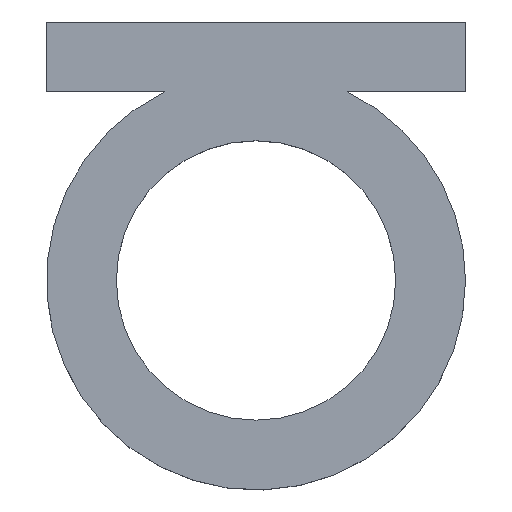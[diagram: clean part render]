
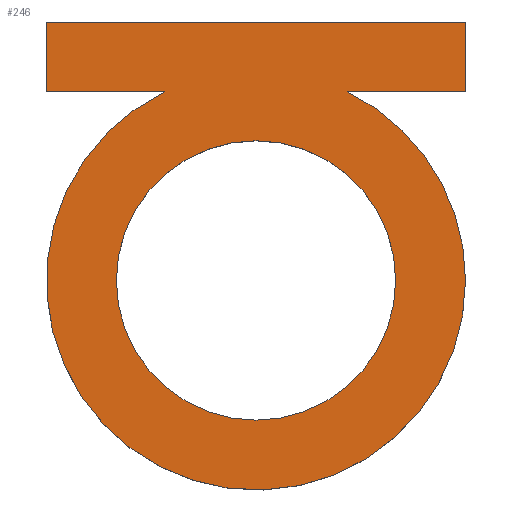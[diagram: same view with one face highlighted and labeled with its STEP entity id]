
A CAD part, top view. The second image highlights one B-rep face of the part: STEP entity #246.
In plain terms, the highlighted planar face has unit normal (0, 0, 1).
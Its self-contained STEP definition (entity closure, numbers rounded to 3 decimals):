
#32 = VERTEX_POINT('',#33);
#33 = CARTESIAN_POINT('',(-3.,2.7,1.));
#39 = EDGE_CURVE('',#32,#40,#42,.T.);
#40 = VERTEX_POINT('',#41);
#41 = CARTESIAN_POINT('',(-1.308,2.7,1.));
#42 = LINE('',#43,#44);
#43 = CARTESIAN_POINT('',(-3.,2.7,1.));
#44 = VECTOR('',#45,1.);
#45 = DIRECTION('',(1.,0.,0.));
#71 = VERTEX_POINT('',#72);
#72 = CARTESIAN_POINT('',(-3.,3.7,1.));
#78 = EDGE_CURVE('',#32,#71,#79,.T.);
#79 = LINE('',#80,#81);
#80 = CARTESIAN_POINT('',(-3.,2.7,1.));
#81 = VECTOR('',#82,1.);
#82 = DIRECTION('',(0.,1.,0.));
#103 = VERTEX_POINT('',#104);
#104 = CARTESIAN_POINT('',(1.308,2.7,1.));
#110 = EDGE_CURVE('',#103,#111,#113,.T.);
#111 = VERTEX_POINT('',#112);
#112 = CARTESIAN_POINT('',(3.,2.7,1.));
#113 = LINE('',#114,#115);
#114 = CARTESIAN_POINT('',(-3.,2.7,1.));
#115 = VECTOR('',#116,1.);
#116 = DIRECTION('',(1.,0.,0.));
#142 = VERTEX_POINT('',#143);
#143 = CARTESIAN_POINT('',(3.,3.7,1.));
#149 = EDGE_CURVE('',#111,#142,#150,.T.);
#150 = LINE('',#151,#152);
#151 = CARTESIAN_POINT('',(3.,2.7,1.));
#152 = VECTOR('',#153,1.);
#153 = DIRECTION('',(0.,1.,0.));
#170 = EDGE_CURVE('',#71,#142,#171,.T.);
#171 = LINE('',#172,#173);
#172 = CARTESIAN_POINT('',(-3.,3.7,1.));
#173 = VECTOR('',#174,1.);
#174 = DIRECTION('',(1.,0.,0.));
#226 = VERTEX_POINT('',#227);
#227 = CARTESIAN_POINT('',(2.,0.,1.));
#233 = EDGE_CURVE('',#226,#226,#234,.T.);
#234 = CIRCLE('',#235,2.);
#235 = AXIS2_PLACEMENT_3D('',#236,#237,#238);
#236 = CARTESIAN_POINT('',(0.,0.,1.));
#237 = DIRECTION('',(0.,0.,1.));
#238 = DIRECTION('',(1.,0.,0.));
#246 = ADVANCED_FACE('',(#247,#270),#273,.T.);
#247 = FACE_BOUND('',#248,.T.);
#248 = EDGE_LOOP('',(#249,#258,#265,#266,#267,#268,#269));
#249 = ORIENTED_EDGE('',*,*,#250,.T.);
#250 = EDGE_CURVE('',#40,#251,#253,.T.);
#251 = VERTEX_POINT('',#252);
#252 = CARTESIAN_POINT('',(3.,0.,1.));
#253 = CIRCLE('',#254,3.);
#254 = AXIS2_PLACEMENT_3D('',#255,#256,#257);
#255 = CARTESIAN_POINT('',(0.,0.,1.));
#256 = DIRECTION('',(0.,0.,1.));
#257 = DIRECTION('',(1.,0.,0.));
#258 = ORIENTED_EDGE('',*,*,#259,.T.);
#259 = EDGE_CURVE('',#251,#103,#260,.T.);
#260 = CIRCLE('',#261,3.);
#261 = AXIS2_PLACEMENT_3D('',#262,#263,#264);
#262 = CARTESIAN_POINT('',(0.,0.,1.));
#263 = DIRECTION('',(0.,0.,1.));
#264 = DIRECTION('',(1.,0.,0.));
#265 = ORIENTED_EDGE('',*,*,#110,.T.);
#266 = ORIENTED_EDGE('',*,*,#149,.T.);
#267 = ORIENTED_EDGE('',*,*,#170,.F.);
#268 = ORIENTED_EDGE('',*,*,#78,.F.);
#269 = ORIENTED_EDGE('',*,*,#39,.T.);
#270 = FACE_BOUND('',#271,.T.);
#271 = EDGE_LOOP('',(#272));
#272 = ORIENTED_EDGE('',*,*,#233,.F.);
#273 = PLANE('',#274);
#274 = AXIS2_PLACEMENT_3D('',#275,#276,#277);
#275 = CARTESIAN_POINT('',(0.069,1.244,1.));
#276 = DIRECTION('',(0.,0.,1.));
#277 = DIRECTION('',(1.,0.,0.));
